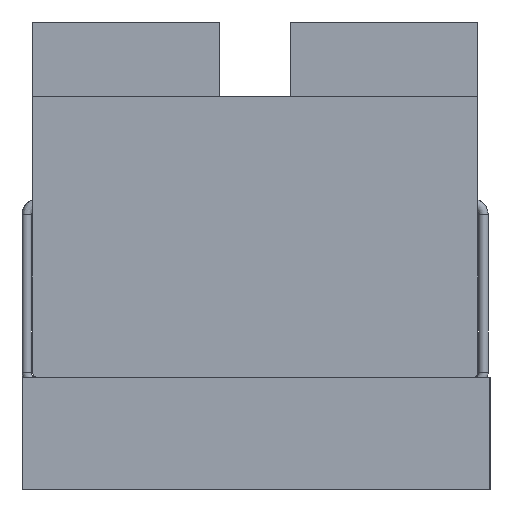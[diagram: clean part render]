
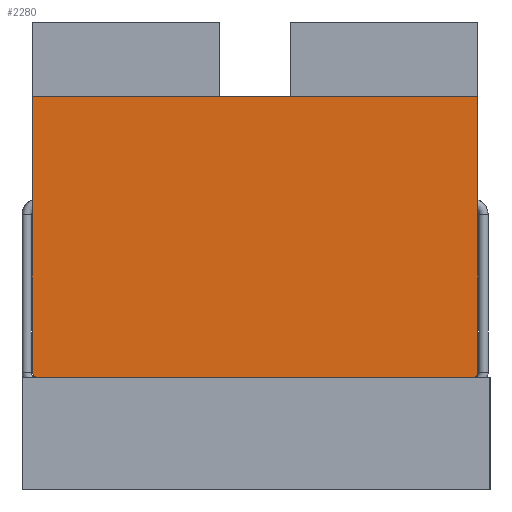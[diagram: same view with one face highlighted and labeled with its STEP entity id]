
A CAD part, left-side view. The second image highlights one B-rep face of the part: STEP entity #2280.
In plain terms, the highlighted planar face has unit normal (-1, 0, 0).
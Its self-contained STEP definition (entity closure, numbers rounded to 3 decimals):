
#46=LINE('',#5599,#98);
#47=LINE('',#5604,#99);
#48=LINE('',#5606,#100);
#49=LINE('',#5608,#101);
#98=VECTOR('',#3196,1000.);
#99=VECTOR('',#3199,1000.);
#100=VECTOR('',#3200,1000.);
#101=VECTOR('',#3201,1000.);
#167=PLANE('',#2692);
#490=ORIENTED_EDGE('',*,*,#868,.T.);
#491=ORIENTED_EDGE('',*,*,#869,.T.);
#492=ORIENTED_EDGE('',*,*,#870,.F.);
#493=ORIENTED_EDGE('',*,*,#871,.F.);
#494=ORIENTED_EDGE('',*,*,#872,.T.);
#495=ORIENTED_EDGE('',*,*,#873,.T.);
#868=EDGE_CURVE('',#1100,#1101,#46,.T.);
#869=EDGE_CURVE('',#1101,#1102,#1308,.F.);
#870=EDGE_CURVE('',#1103,#1102,#47,.T.);
#871=EDGE_CURVE('',#1104,#1103,#48,.T.);
#872=EDGE_CURVE('',#1104,#1105,#49,.T.);
#873=EDGE_CURVE('',#1105,#1100,#1309,.F.);
#1100=VERTEX_POINT('',#5600);
#1101=VERTEX_POINT('',#5601);
#1102=VERTEX_POINT('',#5603);
#1103=VERTEX_POINT('',#5605);
#1104=VERTEX_POINT('',#5607);
#1105=VERTEX_POINT('',#5609);
#1308=CIRCLE('',#2693,0.03);
#1309=CIRCLE('',#2694,0.03);
#1575=EDGE_LOOP('',(#490,#491,#492,#493,#494,#495));
#1945=FACE_BOUND('',#1575,.T.);
#2280=ADVANCED_FACE('',(#1945),#167,.F.);
#2692=AXIS2_PLACEMENT_3D('',#5598,#3194,#3195);
#2693=AXIS2_PLACEMENT_3D('',#5602,#3197,#3198);
#2694=AXIS2_PLACEMENT_3D('',#5610,#3202,#3203);
#3194=DIRECTION('',(1.,0.,0.));
#3195=DIRECTION('',(0.,1.,0.));
#3196=DIRECTION('',(0.,-1.,0.));
#3197=DIRECTION('',(1.,0.,0.));
#3198=DIRECTION('',(0.,1.,0.));
#3199=DIRECTION('',(0.,0.,-1.));
#3200=DIRECTION('',(0.,-1.,0.));
#3201=DIRECTION('',(0.,0.,-1.));
#3202=DIRECTION('',(1.,0.,0.));
#3203=DIRECTION('',(0.,1.,0.));
#5598=CARTESIAN_POINT('',(-1.6,1.19,0.9));
#5599=CARTESIAN_POINT('',(-1.6,1.19,0.));
#5600=CARTESIAN_POINT('',(-1.6,1.16,0.));
#5601=CARTESIAN_POINT('',(-1.6,-1.16,0.));
#5602=CARTESIAN_POINT('',(-1.6,-1.16,0.03));
#5603=CARTESIAN_POINT('',(-1.6,-1.19,0.03));
#5604=CARTESIAN_POINT('',(-1.6,-1.19,0.9));
#5605=CARTESIAN_POINT('',(-1.6,-1.19,1.5));
#5606=CARTESIAN_POINT('',(-1.6,1.19,1.5));
#5607=CARTESIAN_POINT('',(-1.6,1.19,1.5));
#5608=CARTESIAN_POINT('',(-1.6,1.19,0.9));
#5609=CARTESIAN_POINT('',(-1.6,1.19,0.03));
#5610=CARTESIAN_POINT('',(-1.6,1.16,0.03));
